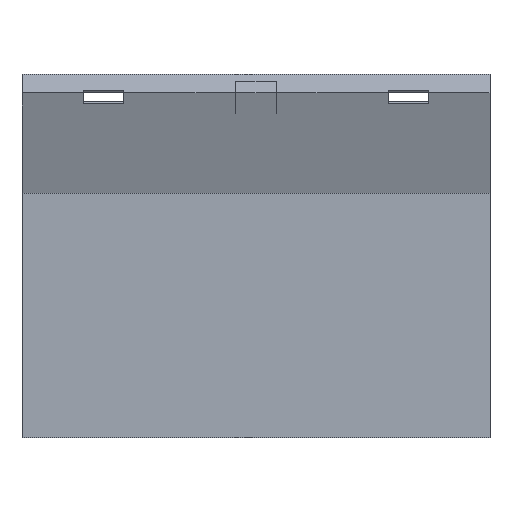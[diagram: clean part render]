
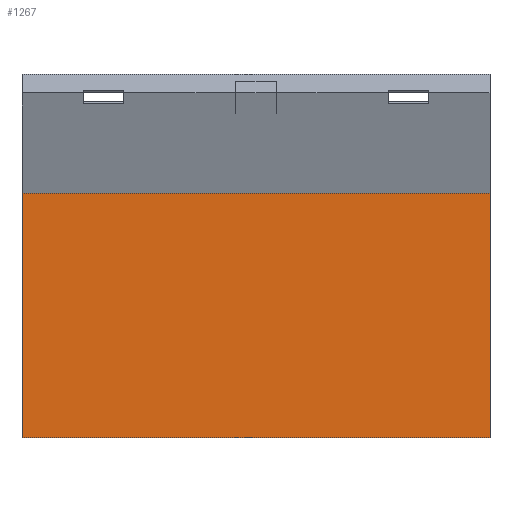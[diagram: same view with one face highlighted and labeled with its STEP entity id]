
A CAD part, front view. The second image highlights one B-rep face of the part: STEP entity #1267.
In plain terms, the highlighted planar face has unit normal (0, -1, 0).
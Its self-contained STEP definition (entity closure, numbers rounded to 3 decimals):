
#6 = LINE ( 'NONE', #863, #1247 ) ;
#41 = DIRECTION ( 'NONE',  ( 0., 0., -1. ) ) ;
#79 = ORIENTED_EDGE ( 'NONE', *, *, #1567, .T. ) ;
#130 = LINE ( 'NONE', #585, #1606 ) ;
#193 = CARTESIAN_POINT ( 'NONE',  ( -460., -105., 240. ) ) ;
#194 = VECTOR ( 'NONE', #246, 1000. ) ;
#212 = CARTESIAN_POINT ( 'NONE',  ( -460., -105., -240. ) ) ;
#221 = FACE_OUTER_BOUND ( 'NONE', #594, .T. ) ;
#246 = DIRECTION ( 'NONE',  ( 0., 0., -1. ) ) ;
#305 = VECTOR ( 'NONE', #41, 1000. ) ;
#314 = LINE ( 'NONE', #865, #194 ) ;
#369 = DIRECTION ( 'NONE',  ( 1., 0., 0. ) ) ;
#419 = VERTEX_POINT ( 'NONE', #212 ) ;
#437 = EDGE_CURVE ( 'NONE', #419, #783, #130, .T. ) ;
#502 = CARTESIAN_POINT ( 'NONE',  ( 460., -105., -240. ) ) ;
#585 = CARTESIAN_POINT ( 'NONE',  ( -460., -105., -240. ) ) ;
#594 = EDGE_LOOP ( 'NONE', ( #1533, #735, #1187, #79 ) ) ;
#690 = DIRECTION ( 'NONE',  ( 0., 1., 0. ) ) ;
#735 = ORIENTED_EDGE ( 'NONE', *, *, #1162, .F. ) ;
#783 = VERTEX_POINT ( 'NONE', #502 ) ;
#791 = EDGE_CURVE ( 'NONE', #1320, #983, #6, .T. ) ;
#821 = LINE ( 'NONE', #917, #305 ) ;
#863 = CARTESIAN_POINT ( 'NONE',  ( -460., -105., 240. ) ) ;
#865 = CARTESIAN_POINT ( 'NONE',  ( -460., -105., 240. ) ) ;
#917 = CARTESIAN_POINT ( 'NONE',  ( 460., -105., 240. ) ) ;
#983 = VERTEX_POINT ( 'NONE', #1525 ) ;
#1077 = DIRECTION ( 'NONE',  ( 0., 0., 1. ) ) ;
#1086 = PLANE ( 'NONE',  #1501 ) ;
#1162 = EDGE_CURVE ( 'NONE', #983, #783, #821, .T. ) ;
#1187 = ORIENTED_EDGE ( 'NONE', *, *, #791, .F. ) ;
#1247 = VECTOR ( 'NONE', #369, 1000. ) ;
#1267 = ADVANCED_FACE ( 'NONE', ( #221 ), #1086, .F. ) ;
#1320 = VERTEX_POINT ( 'NONE', #193 ) ;
#1344 = DIRECTION ( 'NONE',  ( 1., 0., 0. ) ) ;
#1353 = CARTESIAN_POINT ( 'NONE',  ( -460., -105., 240. ) ) ;
#1501 = AXIS2_PLACEMENT_3D ( 'NONE', #1353, #690, #1077 ) ;
#1525 = CARTESIAN_POINT ( 'NONE',  ( 460., -105., 240. ) ) ;
#1533 = ORIENTED_EDGE ( 'NONE', *, *, #437, .T. ) ;
#1567 = EDGE_CURVE ( 'NONE', #1320, #419, #314, .T. ) ;
#1606 = VECTOR ( 'NONE', #1344, 1000. ) ;
